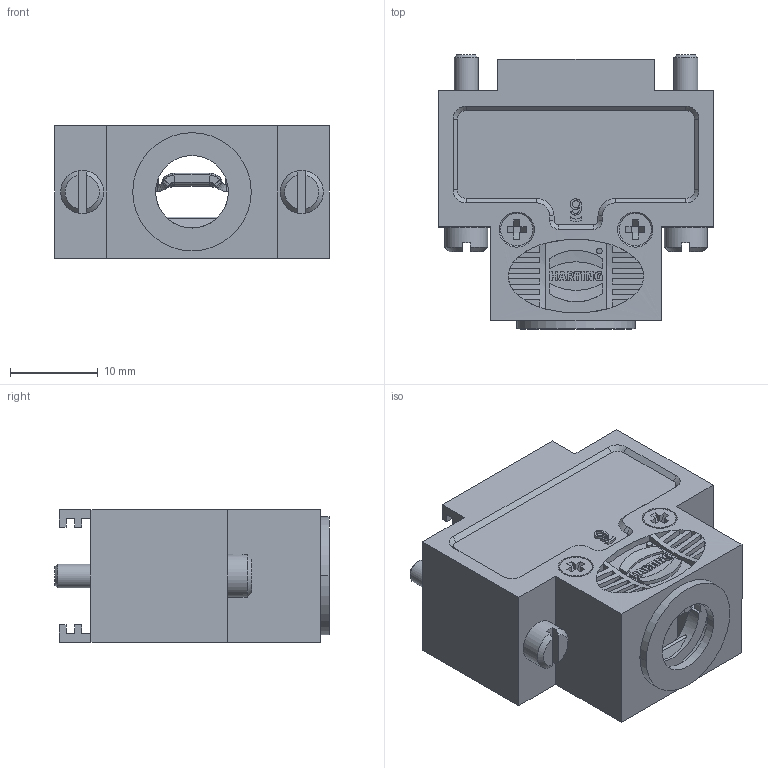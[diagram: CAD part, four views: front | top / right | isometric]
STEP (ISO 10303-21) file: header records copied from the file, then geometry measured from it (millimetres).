
FILE_DESCRIPTION(/* description */ (''),/* implementation_level */ '2;1');
FILE_NAME(/* name */ '100101746ugm000_c.stp',/* time_stamp */ '2019-08-02T08:45:47+02:00',/* author */ (''),/* organization */ (''),/* preprocessor_version */ 'ST-DEVELOPER v16.7',/* originating_system */ 'SIEMENS PLM Software NX 12.0',/* authorisation */ '');
FILE_SCHEMA (('AUTOMOTIVE_DESIGN { 1 0 10303 214 3 1 1 1 }'));
Products named in the file (1): 100101746ugm000_c
Bounding box: 31.3 x 31.2 x 15.1 mm (x, y, z)
Volume: 6172.3 mm3; surface area: 5853.3 mm2
Topology: 1 solids, 1 shells, 1187 faces, 3106 edges, 1974 vertices
Faces by surface type: plane 753, bspline 180, cylinder 143, torus 48, extrusion 37, cone 26
Full cylindrical faces by diameter (mm): 0.65 x2, 2.2 x2, 2.72 x2, 3.7 x2, 4 x2, 4.15 x2, 4.9 x2
Entity records: 49498 total; most frequent: CARTESIAN_POINT 17161, ORIENTED_EDGE 6132, DIRECTION 4651, EDGE_CURVE 3066, VERTEX_POINT 1957, VECTOR 1785, LINE 1748, AXIS2_PLACEMENT_3D 1433
